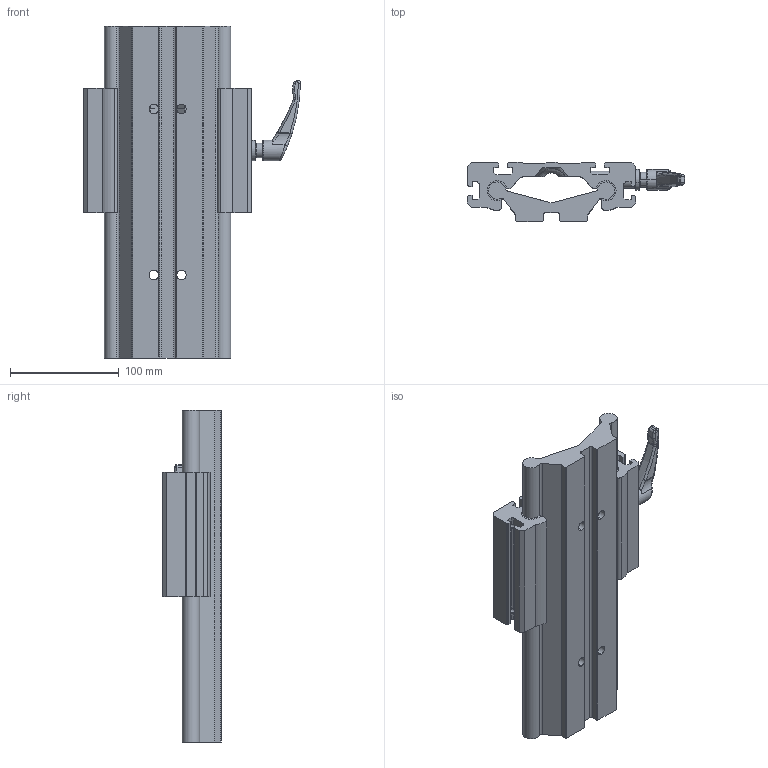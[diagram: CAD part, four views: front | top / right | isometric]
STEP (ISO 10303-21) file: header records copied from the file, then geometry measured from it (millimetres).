
FILE_DESCRIPTION (( 'STEP AP214' ), '1' );
FILE_NAME ('GST_37480DF7E4.step', '2022-07-29T12:53:08', ( '' ), ( '' ), 'SwSTEP 2.0', 'SolidWorks 2019', '' );
FILE_SCHEMA (( 'AUTOMOTIVE_DESIGN' ));
Length unit declared in the file: inch
Products named in the file (5): bTdRDKsP26_CADModel_1; bTdRDKsP26_CADModel_0; GST_37480DF7E4
Assembly tree (2 placements, depth 2):
  bTdRDKsP26_CADModel_1
  bTdRDKsP26_CADModel_0
  GST_37480DF7E4
    bTdRDKsP26_CADModel_1
    bTdRDKsP26_CADModel_0
Bounding box: 199.23 x 53.98 x 304.8 mm (x, y, z)
Volume: 939674.8 mm3; surface area: 197358.2 mm2
Topology: 10 solids, 10 shells, 318 faces, 878 edges, 576 vertices
Faces by surface type: plane 152, cylinder 129, bspline 22, cone 12, torus 3
Entity records: 15967 total; most frequent: CARTESIAN_POINT 3635, ORIENTED_EDGE 1756, DIRECTION 1585, EDGE_CURVE 878, VERTEX_POINT 576, AXIS2_PLACEMENT_3D 546, VECTOR 493, LINE 493
